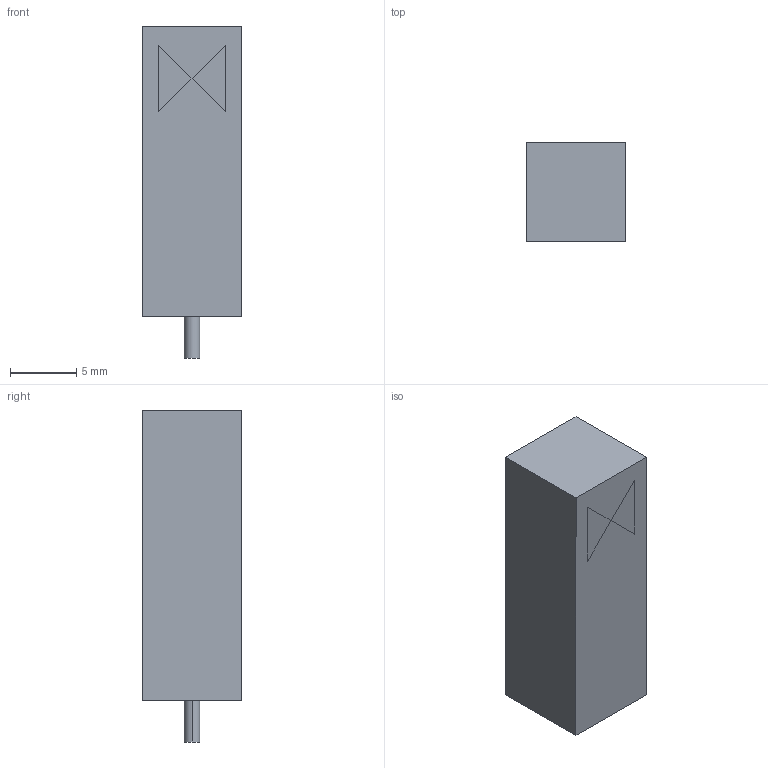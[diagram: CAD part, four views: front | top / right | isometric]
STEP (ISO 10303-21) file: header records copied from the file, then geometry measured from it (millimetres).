
FILE_DESCRIPTION((''),'2;1');
FILE_NAME('UX-FOB-v_Part1.stp','2016-01-27T18:18:45',(''),(''),'Mechanical Desktop 2011','Mechanical Desktop 2011',', , ');
FILE_SCHEMA(('AUTOMOTIVE_DESIGN { 1 2 10303 214 1 1 1 1 }'));
Length unit declared in the file: millimetre
Products named in the file (1): Product
Bounding box: 7.5 x 7.5 x 25.1 mm (x, y, z)
Volume: 1241 mm3; surface area: 816.3 mm2
Topology: 4 solids, 4 shells, 28 faces, 54 edges, 34 vertices
Faces by surface type: bspline 15, plane 11, cylinder 2
Entity records: 752 total; most frequent: CARTESIAN_POINT 162, ORIENTED_EDGE 108, DIRECTION 86, EDGE_CURVE 54, VECTOR 50, LINE 50, VERTEX_POINT 34, EDGE_LOOP 29
